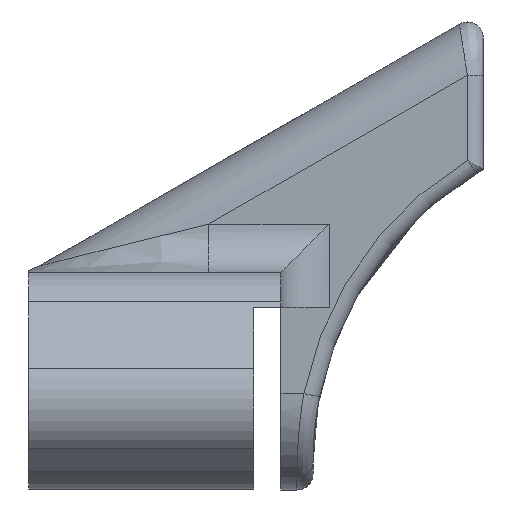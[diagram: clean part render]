
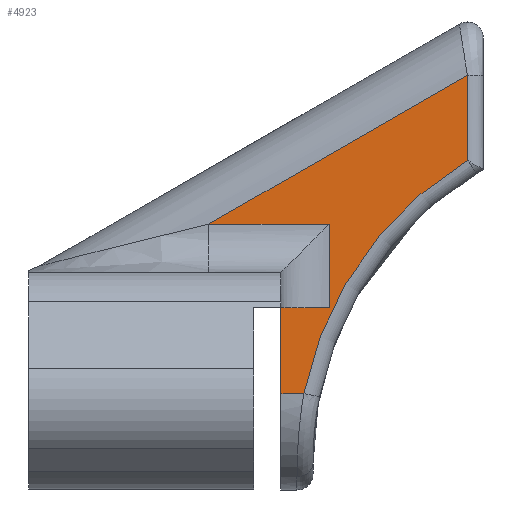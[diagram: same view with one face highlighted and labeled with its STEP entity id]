
A CAD part, left-side view. The second image highlights one B-rep face of the part: STEP entity #4923.
In plain terms, the highlighted planar face has unit normal (-1, 0, 0).
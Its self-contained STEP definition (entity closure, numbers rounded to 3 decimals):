
#7 = DIRECTION ( 'NONE',  ( 0., 0., 1. ) ) ;
#154 = VECTOR ( 'NONE', #4559, 1000. ) ;
#174 = EDGE_CURVE ( 'NONE', #1719, #6136, #3897, .T. ) ;
#183 = VERTEX_POINT ( 'NONE', #4519 ) ;
#231 = CARTESIAN_POINT ( 'NONE',  ( -24., -1.7, 6.5 ) ) ;
#312 = LINE ( 'NONE', #3935, #154 ) ;
#317 = ORIENTED_EDGE ( 'NONE', *, *, #5682, .T. ) ;
#428 = DIRECTION ( 'NONE',  ( 0., 1., 0. ) ) ;
#745 = VERTEX_POINT ( 'NONE', #4157 ) ;
#863 = EDGE_CURVE ( 'NONE', #745, #2494, #5699, .T. ) ;
#885 = CARTESIAN_POINT ( 'NONE',  ( -24., -24.7, 1.157 ) ) ;
#948 = CARTESIAN_POINT ( 'NONE',  ( -24., -24.7, 6.5 ) ) ;
#962 = DIRECTION ( 'NONE',  ( 0., -1., 0. ) ) ;
#1190 = CARTESIAN_POINT ( 'NONE',  ( -24., -13.3, 20.962 ) ) ;
#1425 = ORIENTED_EDGE ( 'NONE', *, *, #1441, .T. ) ;
#1435 = DIRECTION ( 'NONE',  ( 0., 0., 1. ) ) ;
#1441 = EDGE_CURVE ( 'NONE', #1701, #745, #4541, .T. ) ;
#1511 = VECTOR ( 'NONE', #3575, 1000. ) ;
#1634 = DIRECTION ( 'NONE',  ( 1., 0., 0. ) ) ;
#1701 = VERTEX_POINT ( 'NONE', #2222 ) ;
#1719 = VERTEX_POINT ( 'NONE', #1190 ) ;
#1794 = VECTOR ( 'NONE', #428, 1000. ) ;
#2113 = ORIENTED_EDGE ( 'NONE', *, *, #174, .T. ) ;
#2123 = EDGE_CURVE ( 'NONE', #6136, #1701, #312, .T. ) ;
#2222 = CARTESIAN_POINT ( 'NONE',  ( -24., -4.7, 11.7 ) ) ;
#2247 = VECTOR ( 'NONE', #2424, 1000. ) ;
#2424 = DIRECTION ( 'NONE',  ( 0., 0., -1. ) ) ;
#2471 = CARTESIAN_POINT ( 'NONE',  ( -24., -24.7, -3.152 ) ) ;
#2494 = VERTEX_POINT ( 'NONE', #231 ) ;
#2506 = LINE ( 'NONE', #885, #4819 ) ;
#2914 = LINE ( 'NONE', #6216, #1511 ) ;
#2958 = FACE_OUTER_BOUND ( 'NONE', #5793, .T. ) ;
#3161 = VERTEX_POINT ( 'NONE', #6617 ) ;
#3319 = ORIENTED_EDGE ( 'NONE', *, *, #2123, .T. ) ;
#3467 = ORIENTED_EDGE ( 'NONE', *, *, #5347, .T. ) ;
#3559 = EDGE_CURVE ( 'NONE', #3161, #183, #2506, .T. ) ;
#3575 = DIRECTION ( 'NONE',  ( 0., 0., 1. ) ) ;
#3744 = DIRECTION ( 'NONE',  ( 0., 0., 1. ) ) ;
#3897 = LINE ( 'NONE', #4552, #6508 ) ;
#3935 = CARTESIAN_POINT ( 'NONE',  ( -24., -1.7, 11.7 ) ) ;
#3946 = CIRCLE ( 'NONE', #4955, 22. ) ;
#4103 = EDGE_CURVE ( 'NONE', #3161, #2494, #2914, .T. ) ;
#4157 = CARTESIAN_POINT ( 'NONE',  ( -24., -4.7, 6.5 ) ) ;
#4481 = ORIENTED_EDGE ( 'NONE', *, *, #4103, .F. ) ;
#4519 = CARTESIAN_POINT ( 'NONE',  ( -24., -3.126, 1.157 ) ) ;
#4541 = LINE ( 'NONE', #5590, #2247 ) ;
#4552 = CARTESIAN_POINT ( 'NONE',  ( -24., -11.431, 19.886 ) ) ;
#4559 = DIRECTION ( 'NONE',  ( 0., -1., 0. ) ) ;
#4593 = VERTEX_POINT ( 'NONE', #5897 ) ;
#4813 = AXIS2_PLACEMENT_3D ( 'NONE', #2471, #5145, #1435 ) ;
#4819 = VECTOR ( 'NONE', #962, 1000. ) ;
#4923 = ADVANCED_FACE ( 'NONE', ( #2958 ), #6677, .T. ) ;
#4955 = AXIS2_PLACEMENT_3D ( 'NONE', #5205, #1634, #3744 ) ;
#5145 = DIRECTION ( 'NONE',  ( -1., 0., 0. ) ) ;
#5205 = CARTESIAN_POINT ( 'NONE',  ( -24., -24.7, -3.152 ) ) ;
#5233 = CARTESIAN_POINT ( 'NONE',  ( -24., -13.3, -3.152 ) ) ;
#5246 = ORIENTED_EDGE ( 'NONE', *, *, #3559, .T. ) ;
#5347 = EDGE_CURVE ( 'NONE', #183, #4593, #3946, .T. ) ;
#5578 = ORIENTED_EDGE ( 'NONE', *, *, #863, .T. ) ;
#5590 = CARTESIAN_POINT ( 'NONE',  ( -24., -4.7, -3.152 ) ) ;
#5682 = EDGE_CURVE ( 'NONE', #4593, #1719, #6832, .T. ) ;
#5699 = LINE ( 'NONE', #948, #1794 ) ;
#5793 = EDGE_LOOP ( 'NONE', ( #5246, #3467, #317, #2113, #3319, #1425, #5578, #4481 ) ) ;
#5897 = CARTESIAN_POINT ( 'NONE',  ( -24., -13.3, 15.664 ) ) ;
#6136 = VERTEX_POINT ( 'NONE', #6435 ) ;
#6163 = DIRECTION ( 'NONE',  ( 0., 0.867, -0.499 ) ) ;
#6216 = CARTESIAN_POINT ( 'NONE',  ( -24., -1.7, 8.7 ) ) ;
#6435 = CARTESIAN_POINT ( 'NONE',  ( -24., 2.781, 11.7 ) ) ;
#6508 = VECTOR ( 'NONE', #6163, 1000. ) ;
#6516 = VECTOR ( 'NONE', #7, 1000. ) ;
#6617 = CARTESIAN_POINT ( 'NONE',  ( -24., -1.7, 1.157 ) ) ;
#6677 = PLANE ( 'NONE',  #4813 ) ;
#6832 = LINE ( 'NONE', #5233, #6516 ) ;
